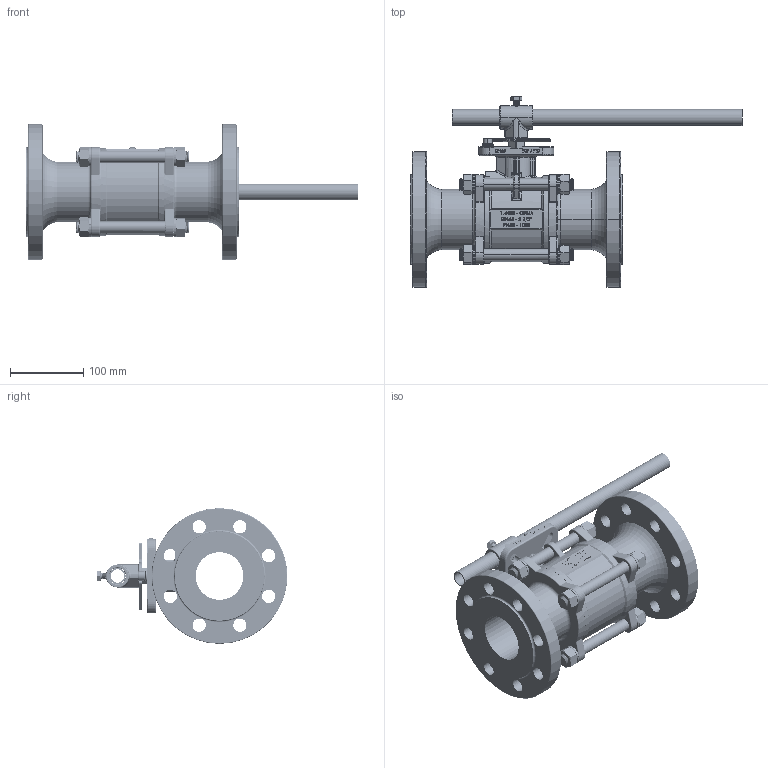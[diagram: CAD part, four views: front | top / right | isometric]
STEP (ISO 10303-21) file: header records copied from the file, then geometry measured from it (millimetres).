
FILE_DESCRIPTION (( 'STEP AP203' ), '1' );
FILE_NAME ('組合件J(法蘭蓋).STEP', '2018-02-22T10:11:32', ( '' ), ( '' ), 'SwSTEP 2.0', 'SolidWorks 2014', '' );
FILE_SCHEMA (( 'CONFIG_CONTROL_DESIGN' ));
Length unit declared in the file: millimetre
Products named in the file (25): M-3KJ2440; G-31L1940; C-34J016-S00; G-B3DA540; T-34J08G0; E-34J0461; G-10C2640; T-34J08T0; T-35J05C0; G-B1EA440; G-34J2740; T-35J06C0; G-B3EA440; G-34J2540; T-34J07C0; 組合件J(法蘭蓋); G-10B2640; T-34J07G0; F-25J03X1; M-3KJ8440; G-34J1150; G-35J1842; D-34J75X0(PN40法蘭蓋); G-25J3060; G-35L2640
Assembly tree (54 placements, depth 2):
  組合件J(法蘭蓋)
    C-34J016-S00
    E-34J0461
    T-35J05C0  x2
    T-35J06C0  x2
    T-34J07C0
    F-25J03X1
    G-35J1842  x4
    G-35L2640  x8
    G-31L1940  x8
    T-34J08G0
    T-34J08T0  x4
    G-34J2740
    G-34J2540  x5
    T-34J07G0  x2
    G-34J1150  x2
    G-25J3060
    M-3KJ2440
    G-B3DA540
    G-10C2640  x2
    G-B1EA440
    G-B3EA440
    G-10B2640
    M-3KJ8440
    D-34J75X0(PN40法蘭蓋)  x2
Bounding box: 452.5 x 260 x 185 mm (x, y, z)
Volume: 2363048.4 mm3; surface area: 584694.8 mm2
Topology: 54 solids, 54 shells, 2476 faces, 6204 edges, 3786 vertices
Faces by surface type: cylinder 1014, plane 615, bspline 327, torus 251, cone 157, sphere 112
Entity records: 77144 total; most frequent: CARTESIAN_POINT 39388, ORIENTED_EDGE 7686, DIRECTION 6430, EDGE_CURVE 3843, VERTEX_POINT 2420, AXIS2_PLACEMENT_3D 2370, EDGE_LOOP 1705, VECTOR 1690
